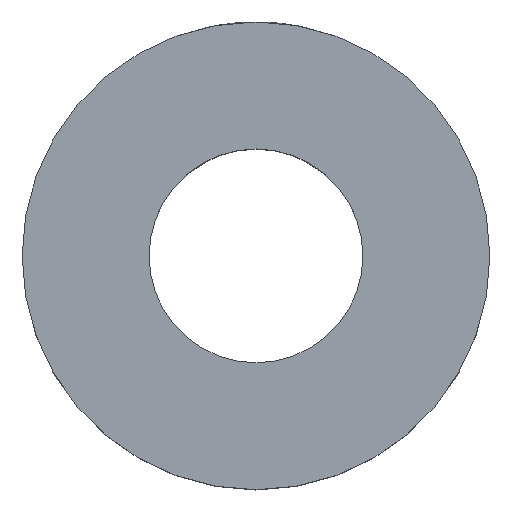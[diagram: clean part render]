
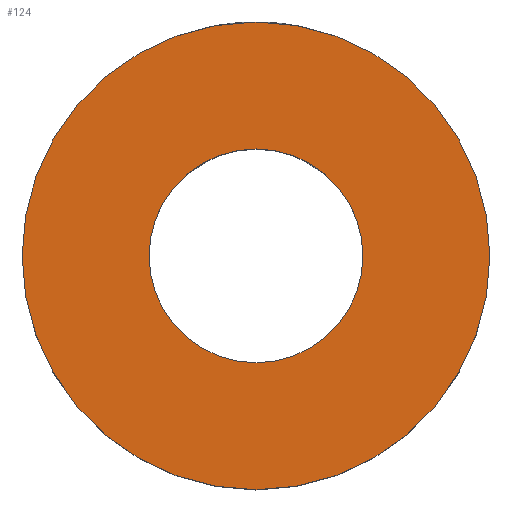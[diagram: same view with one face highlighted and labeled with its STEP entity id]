
A CAD part, top view. The second image highlights one B-rep face of the part: STEP entity #124.
In plain terms, the highlighted planar face has unit normal (0, 0, 1).
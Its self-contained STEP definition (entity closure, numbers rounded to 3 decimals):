
#28 = DIRECTION ( 'NONE',  ( 1., 0., 0. ) ) ;
#30 = CARTESIAN_POINT ( 'NONE',  ( 0., 0., 10. ) ) ;
#35 = VERTEX_POINT ( 'NONE', #167 ) ;
#51 = CARTESIAN_POINT ( 'NONE',  ( -8., 0., 10. ) ) ;
#89 = DIRECTION ( 'NONE',  ( 1., 0., 0. ) ) ;
#90 = DIRECTION ( 'NONE',  ( 0., 0., 1. ) ) ;
#92 = ORIENTED_EDGE ( 'NONE', *, *, #403, .T. ) ;
#108 = VERTEX_POINT ( 'NONE', #143 ) ;
#121 = AXIS2_PLACEMENT_3D ( 'NONE', #30, #216, #342 ) ;
#122 = ORIENTED_EDGE ( 'NONE', *, *, #393, .T. ) ;
#124 = ADVANCED_FACE ( 'NONE', ( #348, #328 ), #296, .T. ) ;
#130 = DIRECTION ( 'NONE',  ( 0., 0., 1. ) ) ;
#137 = ORIENTED_EDGE ( 'NONE', *, *, #370, .F. ) ;
#141 = AXIS2_PLACEMENT_3D ( 'NONE', #406, #245, #28 ) ;
#143 = CARTESIAN_POINT ( 'NONE',  ( 8., 0., 10. ) ) ;
#149 = CARTESIAN_POINT ( 'NONE',  ( 0., 0., 10. ) ) ;
#157 = CARTESIAN_POINT ( 'NONE',  ( 0., 0., 10. ) ) ;
#162 = DIRECTION ( 'NONE',  ( 1., 0., 0. ) ) ;
#167 = CARTESIAN_POINT ( 'NONE',  ( -17.5, 0., 10. ) ) ;
#177 = EDGE_CURVE ( 'NONE', #190, #108, #394, .T. ) ;
#190 = VERTEX_POINT ( 'NONE', #51 ) ;
#211 = ORIENTED_EDGE ( 'NONE', *, *, #177, .F. ) ;
#216 = DIRECTION ( 'NONE',  ( 0., 0., 1. ) ) ;
#219 = EDGE_LOOP ( 'NONE', ( #211, #137 ) ) ;
#245 = DIRECTION ( 'NONE',  ( 0., 0., 1. ) ) ;
#247 = AXIS2_PLACEMENT_3D ( 'NONE', #364, #360, #385 ) ;
#254 = CIRCLE ( 'NONE', #121, 17.5 ) ;
#259 = CIRCLE ( 'NONE', #141, 17.5 ) ;
#296 = PLANE ( 'NONE',  #247 ) ;
#325 = CIRCLE ( 'NONE', #376, 8. ) ;
#326 = AXIS2_PLACEMENT_3D ( 'NONE', #149, #90, #89 ) ;
#328 = FACE_BOUND ( 'NONE', #219, .T. ) ;
#330 = EDGE_LOOP ( 'NONE', ( #92, #122 ) ) ;
#340 = CARTESIAN_POINT ( 'NONE',  ( 17.5, 0., 10. ) ) ;
#342 = DIRECTION ( 'NONE',  ( 1., 0., 0. ) ) ;
#348 = FACE_OUTER_BOUND ( 'NONE', #330, .T. ) ;
#360 = DIRECTION ( 'NONE',  ( 0., 0., 1. ) ) ;
#364 = CARTESIAN_POINT ( 'NONE',  ( 0., 0., 10. ) ) ;
#370 = EDGE_CURVE ( 'NONE', #108, #190, #325, .T. ) ;
#376 = AXIS2_PLACEMENT_3D ( 'NONE', #157, #130, #162 ) ;
#385 = DIRECTION ( 'NONE',  ( 1., 0., 0. ) ) ;
#387 = VERTEX_POINT ( 'NONE', #340 ) ;
#393 = EDGE_CURVE ( 'NONE', #387, #35, #254, .T. ) ;
#394 = CIRCLE ( 'NONE', #326, 8. ) ;
#403 = EDGE_CURVE ( 'NONE', #35, #387, #259, .T. ) ;
#406 = CARTESIAN_POINT ( 'NONE',  ( 0., 0., 10. ) ) ;
